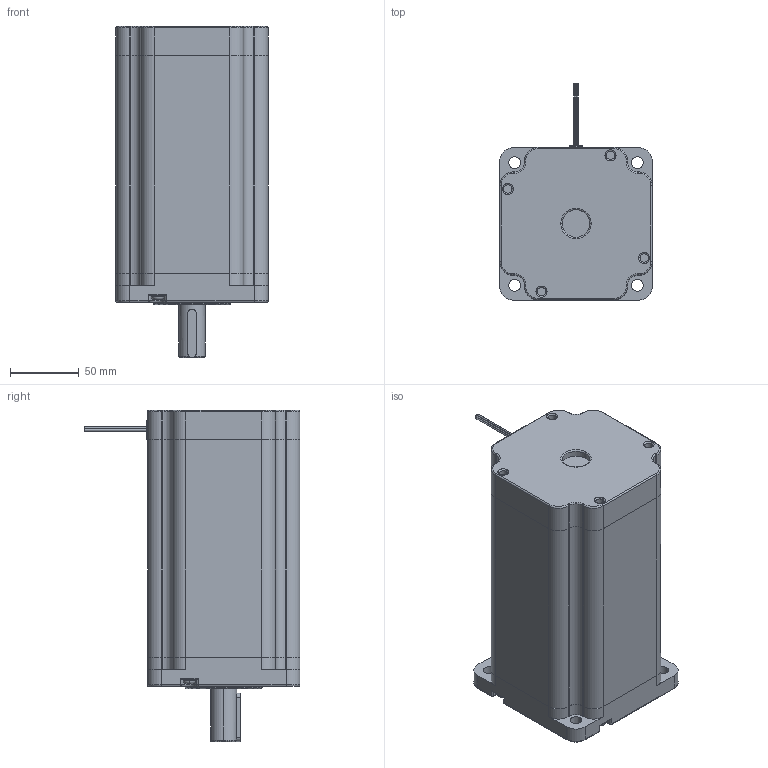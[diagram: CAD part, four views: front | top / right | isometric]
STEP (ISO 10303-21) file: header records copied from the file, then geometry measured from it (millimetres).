
FILE_DESCRIPTION (( 'STEP AP214' ), '1' );
FILE_NAME ('42HS79-8004S1.STEP', '2023-02-01T09:00:57', ( '' ), ( '' ), 'SwSTEP 2.0', 'SolidWorks 2016', '' );
FILE_SCHEMA (( 'AUTOMOTIVE_DESIGN' ));
Length unit declared in the file: millimetre
Products named in the file (1): 42HS79-8004S1
Bounding box: 110.5 x 156.5 x 240 mm (x, y, z)
Volume: 2179082.4 mm3; surface area: 112455.2 mm2
Topology: 6 solids, 6 shells, 418 faces, 1052 edges, 656 vertices
Faces by surface type: plane 182, cylinder 166, torus 60, sphere 10
Entity records: 14386 total; most frequent: CARTESIAN_POINT 2442, DIRECTION 2235, ORIENTED_EDGE 2082, EDGE_CURVE 1041, AXIS2_PLACEMENT_3D 844, VERTEX_POINT 655, VECTOR 547, LINE 547
